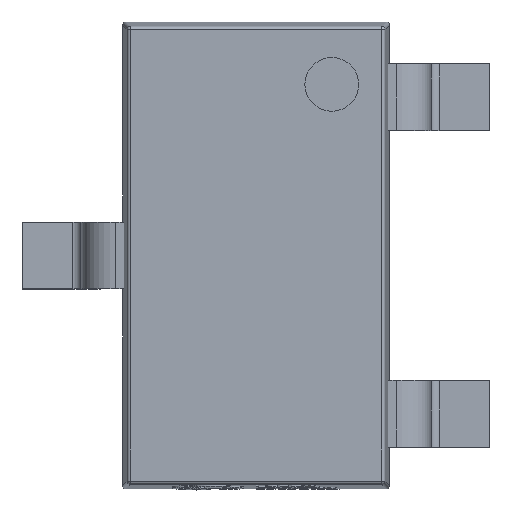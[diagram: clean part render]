
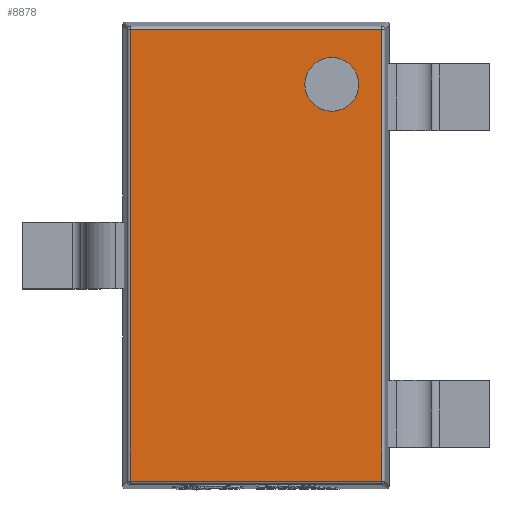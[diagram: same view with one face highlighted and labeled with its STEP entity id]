
A CAD part, top view. The second image highlights one B-rep face of the part: STEP entity #8878.
In plain terms, the highlighted planar face has unit normal (0, 0, 1).
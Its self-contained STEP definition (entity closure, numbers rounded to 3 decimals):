
#533 = ORIENTED_EDGE ( 'NONE', *, *, #6293, .F. ) ;
#982 = LINE ( 'NONE', #11864, #1948 ) ;
#1189 = CARTESIAN_POINT ( 'NONE',  ( 0.454, 1.025, 0.4 ) ) ;
#1231 = ORIENTED_EDGE ( 'NONE', *, *, #12487, .F. ) ;
#1744 = LINE ( 'NONE', #7348, #6788 ) ;
#1948 = VECTOR ( 'NONE', #6599, 1000. ) ;
#2167 = EDGE_CURVE ( 'NONE', #9400, #4065, #1744, .T. ) ;
#2751 = FACE_OUTER_BOUND ( 'NONE', #2965, .T. ) ;
#2832 = CARTESIAN_POINT ( 'NONE',  ( 0.753, 1.353, 0.4 ) ) ;
#2910 = CIRCLE ( 'NONE', #7273, 0.161 ) ;
#2956 = VERTEX_POINT ( 'NONE', #6156 ) ;
#2965 = EDGE_LOOP ( 'NONE', ( #5794, #9647, #13156, #12179 ) ) ;
#2978 = CARTESIAN_POINT ( 'NONE',  ( 0.454, 1.025, 0.4 ) ) ;
#3383 = VERTEX_POINT ( 'NONE', #8286 ) ;
#3539 = EDGE_LOOP ( 'NONE', ( #1231, #533 ) ) ;
#3839 = PLANE ( 'NONE',  #9501 ) ;
#4065 = VERTEX_POINT ( 'NONE', #6373 ) ;
#4909 = DIRECTION ( 'NONE',  ( 0., 0., 1. ) ) ;
#5690 = EDGE_CURVE ( 'NONE', #14174, #9400, #7293, .T. ) ;
#5794 = ORIENTED_EDGE ( 'NONE', *, *, #14120, .T. ) ;
#5982 = DIRECTION ( 'NONE',  ( 0., -1., 0. ) ) ;
#6156 = CARTESIAN_POINT ( 'NONE',  ( 0.454, 1.186, 0.4 ) ) ;
#6221 = EDGE_CURVE ( 'NONE', #4065, #3383, #982, .T. ) ;
#6293 = EDGE_CURVE ( 'NONE', #9370, #2956, #10931, .T. ) ;
#6373 = CARTESIAN_POINT ( 'NONE',  ( -0.753, -1.353, 0.4 ) ) ;
#6599 = DIRECTION ( 'NONE',  ( 1., 0., 0. ) ) ;
#6788 = VECTOR ( 'NONE', #5982, 1000. ) ;
#7273 = AXIS2_PLACEMENT_3D ( 'NONE', #2978, #9492, #13888 ) ;
#7293 = LINE ( 'NONE', #12191, #9314 ) ;
#7348 = CARTESIAN_POINT ( 'NONE',  ( -0.753, -1.372, 0.4 ) ) ;
#7383 = CARTESIAN_POINT ( 'NONE',  ( 0.454, 0.864, 0.4 ) ) ;
#7746 = CARTESIAN_POINT ( 'NONE',  ( 0.753, 1.372, 0.4 ) ) ;
#7891 = LINE ( 'NONE', #7746, #9169 ) ;
#8286 = CARTESIAN_POINT ( 'NONE',  ( 0.753, -1.353, 0.4 ) ) ;
#8554 = DIRECTION ( 'NONE',  ( 0., 1., 0. ) ) ;
#8878 = ADVANCED_FACE ( 'NONE', ( #2751, #9639 ), #3839, .T. ) ;
#9169 = VECTOR ( 'NONE', #10998, 1000. ) ;
#9314 = VECTOR ( 'NONE', #10687, 1000. ) ;
#9370 = VERTEX_POINT ( 'NONE', #7383 ) ;
#9400 = VERTEX_POINT ( 'NONE', #13090 ) ;
#9492 = DIRECTION ( 'NONE',  ( 0., 0., 1. ) ) ;
#9501 = AXIS2_PLACEMENT_3D ( 'NONE', #12938, #4909, #12644 ) ;
#9639 = FACE_BOUND ( 'NONE', #3539, .T. ) ;
#9647 = ORIENTED_EDGE ( 'NONE', *, *, #5690, .T. ) ;
#9978 = DIRECTION ( 'NONE',  ( 0., 0., 1. ) ) ;
#10687 = DIRECTION ( 'NONE',  ( -1., 0., 0. ) ) ;
#10931 = CIRCLE ( 'NONE', #12536, 0.161 ) ;
#10998 = DIRECTION ( 'NONE',  ( 0., 1., 0. ) ) ;
#11864 = CARTESIAN_POINT ( 'NONE',  ( 0.772, -1.353, 0.4 ) ) ;
#12179 = ORIENTED_EDGE ( 'NONE', *, *, #6221, .T. ) ;
#12191 = CARTESIAN_POINT ( 'NONE',  ( -0.772, 1.353, 0.4 ) ) ;
#12487 = EDGE_CURVE ( 'NONE', #2956, #9370, #2910, .T. ) ;
#12536 = AXIS2_PLACEMENT_3D ( 'NONE', #1189, #9978, #8554 ) ;
#12644 = DIRECTION ( 'NONE',  ( 0., 1., 0. ) ) ;
#12938 = CARTESIAN_POINT ( 'NONE',  ( 0., 0., 0.4 ) ) ;
#13090 = CARTESIAN_POINT ( 'NONE',  ( -0.753, 1.353, 0.4 ) ) ;
#13156 = ORIENTED_EDGE ( 'NONE', *, *, #2167, .T. ) ;
#13888 = DIRECTION ( 'NONE',  ( 0., 1., 0. ) ) ;
#14120 = EDGE_CURVE ( 'NONE', #3383, #14174, #7891, .T. ) ;
#14174 = VERTEX_POINT ( 'NONE', #2832 ) ;
